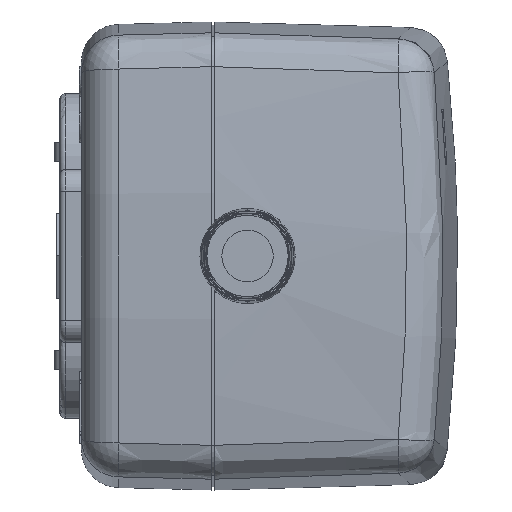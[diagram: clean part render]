
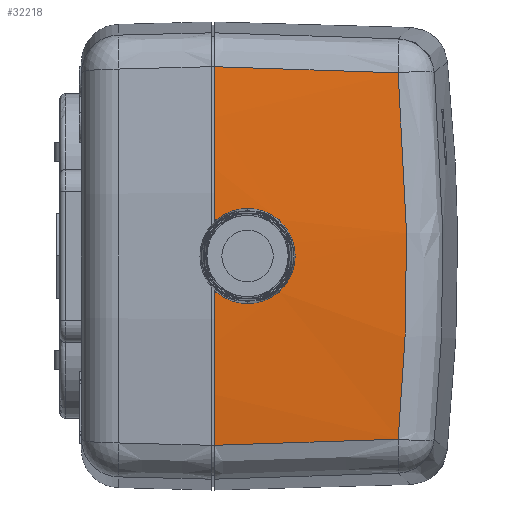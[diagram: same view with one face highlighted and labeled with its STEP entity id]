
A CAD part, left-side view. The second image highlights one B-rep face of the part: STEP entity #32218.
In plain terms, the highlighted conical face has half-angle 2 degrees and reference radius 169.69 mm.
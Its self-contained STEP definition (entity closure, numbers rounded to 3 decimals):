
#29038=CARTESIAN_POINT('',(-36.757,-6.,-3.348));
#29039=CARTESIAN_POINT('',(-36.827,-4.,
-3.365));
#29040=CARTESIAN_POINT('',(-36.896,-2.,
-3.383));
#29041=CARTESIAN_POINT('',(-36.966,0.,-3.4));
#29043=CARTESIAN_POINT('',(133.,-6.,0.));
#29044=DIRECTION('',(0.,1.,0.));
#29045=DIRECTION('',(-1.,0.,-0.02));
#29046=AXIS2_PLACEMENT_3D('',#29043,#29044,#29045);
#29048=CARTESIAN_POINT('',(-36.966,0.,3.4));
#29049=CARTESIAN_POINT('',(-36.896,-2.,
3.383));
#29050=CARTESIAN_POINT('',(-36.827,-4.,
3.365));
#29051=CARTESIAN_POINT('',(-36.757,-6.,3.348));
#29053=CARTESIAN_POINT('',(-35.56,-16.966,
16.927));
#29054=CARTESIAN_POINT('',(-35.606,-15.523,
16.975));
#29055=CARTESIAN_POINT('',(-35.696,-12.673,
17.07));
#29056=CARTESIAN_POINT('',(-35.826,-8.571,
17.208));
#29057=CARTESIAN_POINT('',(-35.956,-4.453,
17.345));
#29058=CARTESIAN_POINT('',(-36.049,-1.523,
17.443));
#29059=CARTESIAN_POINT('',(-36.097,-0.027,
17.493));
#29061=CARTESIAN_POINT('',(-35.56,-16.966,
16.927));
#29062=CARTESIAN_POINT('',(-35.825,-17.222,
14.194));
#29063=CARTESIAN_POINT('',(-36.231,-17.613,
8.65));
#29064=CARTESIAN_POINT('',(-36.452,-17.826,
0.272));
#29065=CARTESIAN_POINT('',(-36.239,-17.621,
-8.639));
#29066=CARTESIAN_POINT('',(-35.826,-17.223,
-14.19));
#29067=CARTESIAN_POINT('',(-35.56,-16.966,
-16.927));
#29069=CARTESIAN_POINT('',(-35.56,-16.966,
-16.927));
#29070=CARTESIAN_POINT('',(-35.606,-15.523,
-16.975));
#29071=CARTESIAN_POINT('',(-35.696,-12.673,
-17.07));
#29072=CARTESIAN_POINT('',(-35.826,-8.57,
-17.208));
#29073=CARTESIAN_POINT('',(-35.956,-4.453,
-17.345));
#29074=CARTESIAN_POINT('',(-36.049,-1.523,
-17.443));
#29075=CARTESIAN_POINT('',(-36.097,-0.027,
-17.493));
#29077=DIRECTION('',(0.035,-0.999,0.004));
#29078=VECTOR('',#29077,0.027);
#29079=CARTESIAN_POINT('',(-36.098,0.,-17.494));
#29080=LINE('',#29079,#29078);
#29929=CARTESIAN_POINT('',(133.,0.,0.));
#29930=DIRECTION('',(0.,1.,0.));
#29931=DIRECTION('',(-0.995,0.,-0.103));
#29932=AXIS2_PLACEMENT_3D('',#29929,#29930,#29931);
#29943=CARTESIAN_POINT('',(-36.098,0.,-17.494));
#29982=CARTESIAN_POINT('',(-36.098,0.,17.494));
#29993=CARTESIAN_POINT('',(133.,0.,0.));
#29994=DIRECTION('',(0.,1.,0.));
#29995=DIRECTION('',(-1.,0.,0.02));
#29996=AXIS2_PLACEMENT_3D('',#29993,#29994,#29995);
#30160=DIRECTION('',(0.035,-0.999,-0.004));
#30161=VECTOR('',#30160,0.027);
#30162=CARTESIAN_POINT('',(-36.098,0.,17.494));
#30163=LINE('',#30162,#30161);
#31400=VERTEX_POINT('',#29982);
#31410=VERTEX_POINT('',#29943);
#31411=VERTEX_POINT('',#29053);
#31412=VERTEX_POINT('',#29059);
#31419=VERTEX_POINT('',#29069);
#31420=VERTEX_POINT('',#29075);
#31486=CARTESIAN_POINT('',(-36.966,0.,-3.4));
#31487=VERTEX_POINT('',#31486);
#31488=CARTESIAN_POINT('',(-36.966,0.,3.4));
#31489=VERTEX_POINT('',#31488);
#31490=VERTEX_POINT('',#29038);
#31491=CARTESIAN_POINT('',(-36.757,-6.,3.348));
#31492=VERTEX_POINT('',#31491);
#32193=CARTESIAN_POINT('',(133.,-8.878,0.));
#32194=DIRECTION('',(0.,1.,0.));
#32195=DIRECTION('',(-1.,0.,0.));
#32196=AXIS2_PLACEMENT_3D('',#32193,#32194,#32195);
#32197=CONICAL_SURFACE('',#32196,169.69,2.);
#32199=ORIENTED_EDGE('',*,*,#32198,.F.);
#32201=ORIENTED_EDGE('',*,*,#32200,.T.);
#32203=ORIENTED_EDGE('',*,*,#32202,.F.);
#32205=ORIENTED_EDGE('',*,*,#32204,.T.);
#32207=ORIENTED_EDGE('',*,*,#32206,.T.);
#32209=ORIENTED_EDGE('',*,*,#32208,.F.);
#32210=ORIENTED_EDGE('',*,*,#32188,.T.);
#32211=ORIENTED_EDGE('',*,*,#31945,.T.);
#32213=ORIENTED_EDGE('',*,*,#32212,.F.);
#32215=ORIENTED_EDGE('',*,*,#32214,.T.);
#32216=EDGE_LOOP('',(#32199,#32201,#32203,#32205,#32207,#32209,#32210,#32211,
#32213,#32215));
#32217=FACE_OUTER_BOUND('',#32216,.F.);
#32218=ADVANCED_FACE('',(#32217),#32197,.T.);
#29042=B_SPLINE_CURVE_WITH_KNOTS('',3,(#29038,#29039,#29040,#29041),
.UNSPECIFIED.,.F.,.F.,(4,4),(0.,1.),.UNSPECIFIED.);
#29047=CIRCLE('',#29046,169.79);
#29052=B_SPLINE_CURVE_WITH_KNOTS('',3,(#29048,#29049,#29050,#29051),
.UNSPECIFIED.,.F.,.F.,(4,4),(0.,1.),.UNSPECIFIED.);
#29060=B_SPLINE_CURVE_WITH_KNOTS('',3,(#29053,#29054,#29055,#29056,#29057,
#29058,#29059),.UNSPECIFIED.,.F.,.F.,(4,1,1,1,4),(0.,0.25,0.5,0.75,
1.),.UNSPECIFIED.);
#29068=B_SPLINE_CURVE_WITH_KNOTS('',3,(#29061,#29062,#29063,#29064,#29065,
#29066,#29067),.UNSPECIFIED.,.F.,.F.,(4,1,1,1,4),(0.,0.25,0.5,0.75,
1.),.UNSPECIFIED.);
#29076=B_SPLINE_CURVE_WITH_KNOTS('',3,(#29069,#29070,#29071,#29072,#29073,
#29074,#29075),.UNSPECIFIED.,.F.,.F.,(4,1,1,1,4),(0.,0.25,0.5,0.75,
1.),.UNSPECIFIED.);
#29933=CIRCLE('',#29932,170.);
#29997=CIRCLE('',#29996,170.);
#31945=EDGE_CURVE('',#31419,#31420,#29076,.T.);
#32188=EDGE_CURVE('',#31411,#31419,#29068,.T.);
#32198=EDGE_CURVE('',#31490,#31487,#29042,.T.);
#32200=EDGE_CURVE('',#31490,#31492,#29047,.T.);
#32202=EDGE_CURVE('',#31489,#31492,#29052,.T.);
#32204=EDGE_CURVE('',#31489,#31400,#29997,.T.);
#32206=EDGE_CURVE('',#31400,#31412,#30163,.T.);
#32208=EDGE_CURVE('',#31411,#31412,#29060,.T.);
#32212=EDGE_CURVE('',#31410,#31420,#29080,.T.);
#32214=EDGE_CURVE('',#31410,#31487,#29933,.T.);
